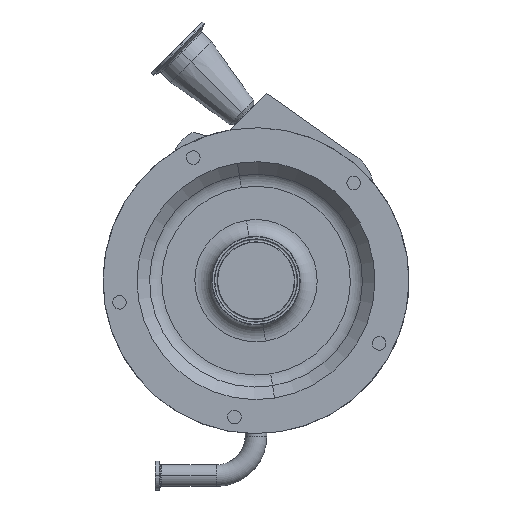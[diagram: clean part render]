
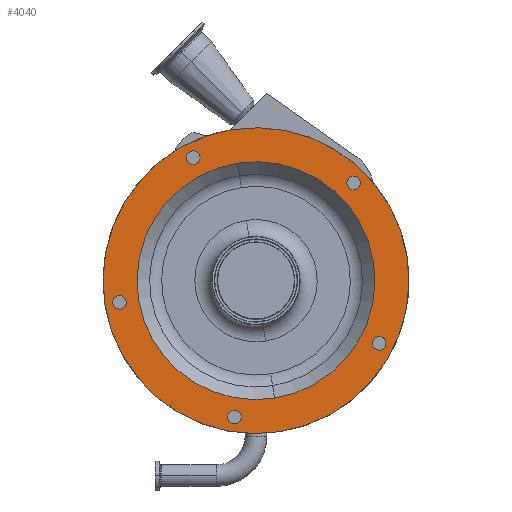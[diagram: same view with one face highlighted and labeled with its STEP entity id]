
A CAD part, top view. The second image highlights one B-rep face of the part: STEP entity #4040.
In plain terms, the highlighted planar face has unit normal (0, 0, 1).
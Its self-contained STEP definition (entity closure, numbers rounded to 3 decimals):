
#20 = FACE_BOUND ( 'NONE', #8771, .T. ) ;
#200 = EDGE_CURVE ( 'NONE', #13092, #8975, #10275, .T. ) ;
#235 = DIRECTION ( 'NONE',  ( 0., 0., 1. ) ) ;
#260 = CARTESIAN_POINT ( 'NONE',  ( -121.437, -13.159, 241. ) ) ;
#367 = EDGE_LOOP ( 'NONE', ( #1821, #2230 ) ) ;
#423 = CARTESIAN_POINT ( 'NONE',  ( 111.427, -50.041, 241. ) ) ;
#452 = CARTESIAN_POINT ( 'NONE',  ( 82.024, 90.51, 241. ) ) ;
#456 = VERTEX_POINT ( 'NONE', #8476 ) ;
#498 = DIRECTION ( 'NONE',  ( 0., 0., 1. ) ) ;
#791 = AXIS2_PLACEMENT_3D ( 'NONE', #6642, #12475, #15717 ) ;
#810 = EDGE_CURVE ( 'NONE', #9021, #10112, #11428, .T. ) ;
#1093 = ORIENTED_EDGE ( 'NONE', *, *, #9706, .F. ) ;
#1190 = CARTESIAN_POINT ( 'NONE',  ( -21.119, 133.338, 241. ) ) ;
#1446 = AXIS2_PLACEMENT_3D ( 'NONE', #10277, #2512, #16516 ) ;
#1821 = ORIENTED_EDGE ( 'NONE', *, *, #4878, .T. ) ;
#2219 = DIRECTION ( 'NONE',  ( 0., 0., 1. ) ) ;
#2230 = ORIENTED_EDGE ( 'NONE', *, *, #8579, .T. ) ;
#2296 = CARTESIAN_POINT ( 'NONE',  ( 0., 0., 241. ) ) ;
#2407 = ORIENTED_EDGE ( 'NONE', *, *, #15578, .F. ) ;
#2491 = CARTESIAN_POINT ( 'NONE',  ( 90.51, 82.024, 241. ) ) ;
#2502 = AXIS2_PLACEMENT_3D ( 'NONE', #8518, #16089, #15878 ) ;
#2512 = DIRECTION ( 'NONE',  ( 0., 0., 1. ) ) ;
#2604 = CARTESIAN_POINT ( 'NONE',  ( 86.267, 86.267, 241. ) ) ;
#2668 = EDGE_CURVE ( 'NONE', #3193, #8155, #16276, .T. ) ;
#2713 = EDGE_CURVE ( 'NONE', #19725, #3489, #14024, .T. ) ;
#2723 = AXIS2_PLACEMENT_3D ( 'NONE', #5137, #498, #16220 ) ;
#2740 = VERTEX_POINT ( 'NONE', #1190 ) ;
#2858 = CARTESIAN_POINT ( 'NONE',  ( 16.426, -103.707, 241. ) ) ;
#2882 = CARTESIAN_POINT ( 'NONE',  ( 108.703, -55.387, 241. ) ) ;
#2902 = CARTESIAN_POINT ( 'NONE',  ( -55.387, 108.703, 241. ) ) ;
#3048 = FACE_BOUND ( 'NONE', #9825, .T. ) ;
#3193 = VERTEX_POINT ( 'NONE', #2491 ) ;
#3351 = CARTESIAN_POINT ( 'NONE',  ( 0., 0., 241. ) ) ;
#3460 = DIRECTION ( 'NONE',  ( -0.156, 0.988, 0. ) ) ;
#3489 = VERTEX_POINT ( 'NONE', #18505 ) ;
#3608 = DIRECTION ( 'NONE',  ( 0., 0., 1. ) ) ;
#3785 = DIRECTION ( 'NONE',  ( 0.891, 0.454, 0. ) ) ;
#3924 = ORIENTED_EDGE ( 'NONE', *, *, #5116, .F. ) ;
#4040 = ADVANCED_FACE ( 'NONE', ( #12419, #16858, #3048, #18589, #10926, #20, #17065 ), #6171, .F. ) ;
#4478 = EDGE_CURVE ( 'NONE', #8155, #3193, #15015, .T. ) ;
#4504 = DIRECTION ( 'NONE',  ( 0., 0., 1. ) ) ;
#4689 = DIRECTION ( 'NONE',  ( 0., 0., 1. ) ) ;
#4878 = EDGE_CURVE ( 'NONE', #2740, #9649, #7949, .T. ) ;
#5116 = EDGE_CURVE ( 'NONE', #17001, #14300, #14717, .T. ) ;
#5137 = CARTESIAN_POINT ( 'NONE',  ( -120.498, -19.085, 241. ) ) ;
#5145 = EDGE_CURVE ( 'NONE', #18929, #456, #12791, .T. ) ;
#5282 = CIRCLE ( 'NONE', #13333, 135. ) ;
#5352 = CARTESIAN_POINT ( 'NONE',  ( -50.041, 111.427, 241. ) ) ;
#5412 = EDGE_LOOP ( 'NONE', ( #1093, #17727 ) ) ;
#5506 = ORIENTED_EDGE ( 'NONE', *, *, #200, .F. ) ;
#6056 = DIRECTION ( 'NONE',  ( 0., 0., 1. ) ) ;
#6171 = PLANE ( 'NONE',  #17598 ) ;
#6613 = EDGE_LOOP ( 'NONE', ( #10144, #17741 ) ) ;
#6642 = CARTESIAN_POINT ( 'NONE',  ( -19.085, -120.498, 241. ) ) ;
#6650 = CARTESIAN_POINT ( 'NONE',  ( -60.733, 105.979, 241. ) ) ;
#7325 = DIRECTION ( 'NONE',  ( -0.454, -0.891, 0. ) ) ;
#7949 = CIRCLE ( 'NONE', #19873, 135. ) ;
#8155 = VERTEX_POINT ( 'NONE', #452 ) ;
#8442 = DIRECTION ( 'NONE',  ( -0.156, 0.988, 0. ) ) ;
#8476 = CARTESIAN_POINT ( 'NONE',  ( 105.979, -60.733, 241. ) ) ;
#8518 = CARTESIAN_POINT ( 'NONE',  ( 108.703, -55.387, 241. ) ) ;
#8564 = DIRECTION ( 'NONE',  ( -0.988, 0.156, 0. ) ) ;
#8579 = EDGE_CURVE ( 'NONE', #9649, #2740, #5282, .T. ) ;
#8771 = EDGE_LOOP ( 'NONE', ( #13182, #2407 ) ) ;
#8975 = VERTEX_POINT ( 'NONE', #15388 ) ;
#9021 = VERTEX_POINT ( 'NONE', #260 ) ;
#9039 = DIRECTION ( 'NONE',  ( 0., 0., 1. ) ) ;
#9203 = AXIS2_PLACEMENT_3D ( 'NONE', #2882, #9039, #7325 ) ;
#9411 = CARTESIAN_POINT ( 'NONE',  ( -38.52, -6.101, 241. ) ) ;
#9607 = CARTESIAN_POINT ( 'NONE',  ( -119.559, -25.011, 241. ) ) ;
#9649 = VERTEX_POINT ( 'NONE', #10547 ) ;
#9706 = EDGE_CURVE ( 'NONE', #456, #18929, #17887, .T. ) ;
#9825 = EDGE_LOOP ( 'NONE', ( #15010, #14075 ) ) ;
#10112 = VERTEX_POINT ( 'NONE', #9607 ) ;
#10144 = ORIENTED_EDGE ( 'NONE', *, *, #15494, .F. ) ;
#10275 = CIRCLE ( 'NONE', #14127, 6. ) ;
#10277 = CARTESIAN_POINT ( 'NONE',  ( 0., 0., 241. ) ) ;
#10441 = ORIENTED_EDGE ( 'NONE', *, *, #15335, .F. ) ;
#10547 = CARTESIAN_POINT ( 'NONE',  ( 21.119, -133.338, 241. ) ) ;
#10782 = AXIS2_PLACEMENT_3D ( 'NONE', #2296, #14688, #8442 ) ;
#10790 = DIRECTION ( 'NONE',  ( 0.707, -0.707, 0. ) ) ;
#10926 = FACE_BOUND ( 'NONE', #16005, .T. ) ;
#10948 = DIRECTION ( 'NONE',  ( -0.156, 0.988, 0. ) ) ;
#11428 = CIRCLE ( 'NONE', #2723, 6. ) ;
#11657 = DIRECTION ( 'NONE',  ( -0.156, 0.988, 0. ) ) ;
#11869 = DIRECTION ( 'NONE',  ( 0., 0., 1. ) ) ;
#12055 = DIRECTION ( 'NONE',  ( 0.707, -0.707, 0. ) ) ;
#12303 = DIRECTION ( 'NONE',  ( 0., 0., -1. ) ) ;
#12419 = FACE_OUTER_BOUND ( 'NONE', #367, .T. ) ;
#12475 = DIRECTION ( 'NONE',  ( 0., 0., 1. ) ) ;
#12791 = CIRCLE ( 'NONE', #2502, 6. ) ;
#13092 = VERTEX_POINT ( 'NONE', #18985 ) ;
#13153 = CARTESIAN_POINT ( 'NONE',  ( -55.387, 108.703, 241. ) ) ;
#13182 = ORIENTED_EDGE ( 'NONE', *, *, #810, .F. ) ;
#13333 = AXIS2_PLACEMENT_3D ( 'NONE', #3351, #235, #3460 ) ;
#14024 = CIRCLE ( 'NONE', #1446, 105. ) ;
#14075 = ORIENTED_EDGE ( 'NONE', *, *, #4478, .F. ) ;
#14127 = AXIS2_PLACEMENT_3D ( 'NONE', #19257, #2219, #8564 ) ;
#14203 = EDGE_LOOP ( 'NONE', ( #15815, #3924 ) ) ;
#14300 = VERTEX_POINT ( 'NONE', #5352 ) ;
#14688 = DIRECTION ( 'NONE',  ( 0., 0., 1. ) ) ;
#14717 = CIRCLE ( 'NONE', #19234, 6. ) ;
#14787 = CARTESIAN_POINT ( 'NONE',  ( -120.498, -19.085, 241. ) ) ;
#15010 = ORIENTED_EDGE ( 'NONE', *, *, #2668, .F. ) ;
#15015 = CIRCLE ( 'NONE', #15336, 6. ) ;
#15050 = AXIS2_PLACEMENT_3D ( 'NONE', #2902, #4504, #19447 ) ;
#15335 = EDGE_CURVE ( 'NONE', #8975, #13092, #17857, .T. ) ;
#15336 = AXIS2_PLACEMENT_3D ( 'NONE', #16740, #6056, #10790 ) ;
#15388 = CARTESIAN_POINT ( 'NONE',  ( -25.011, -119.559, 241. ) ) ;
#15494 = EDGE_CURVE ( 'NONE', #3489, #19725, #19142, .T. ) ;
#15578 = EDGE_CURVE ( 'NONE', #10112, #9021, #15945, .T. ) ;
#15717 = DIRECTION ( 'NONE',  ( -0.988, 0.156, 0. ) ) ;
#15815 = ORIENTED_EDGE ( 'NONE', *, *, #19519, .F. ) ;
#15878 = DIRECTION ( 'NONE',  ( -0.454, -0.891, 0. ) ) ;
#15945 = CIRCLE ( 'NONE', #18515, 6. ) ;
#16005 = EDGE_LOOP ( 'NONE', ( #10441, #5506 ) ) ;
#16089 = DIRECTION ( 'NONE',  ( 0., 0., 1. ) ) ;
#16220 = DIRECTION ( 'NONE',  ( -0.156, 0.988, 0. ) ) ;
#16276 = CIRCLE ( 'NONE', #18857, 6. ) ;
#16516 = DIRECTION ( 'NONE',  ( -0.156, 0.988, 0. ) ) ;
#16740 = CARTESIAN_POINT ( 'NONE',  ( 86.267, 86.267, 241. ) ) ;
#16858 = FACE_BOUND ( 'NONE', #14203, .T. ) ;
#17001 = VERTEX_POINT ( 'NONE', #6650 ) ;
#17065 = FACE_BOUND ( 'NONE', #6613, .T. ) ;
#17598 = AXIS2_PLACEMENT_3D ( 'NONE', #9411, #12303, #18478 ) ;
#17727 = ORIENTED_EDGE ( 'NONE', *, *, #5145, .F. ) ;
#17741 = ORIENTED_EDGE ( 'NONE', *, *, #2713, .F. ) ;
#17857 = CIRCLE ( 'NONE', #791, 6. ) ;
#17887 = CIRCLE ( 'NONE', #9203, 6. ) ;
#18478 = DIRECTION ( 'NONE',  ( -1., 0., 0. ) ) ;
#18505 = CARTESIAN_POINT ( 'NONE',  ( -16.426, 103.707, 241. ) ) ;
#18508 = CARTESIAN_POINT ( 'NONE',  ( 0., 0., 241. ) ) ;
#18515 = AXIS2_PLACEMENT_3D ( 'NONE', #14787, #3608, #11657 ) ;
#18589 = FACE_BOUND ( 'NONE', #5412, .T. ) ;
#18857 = AXIS2_PLACEMENT_3D ( 'NONE', #2604, #11869, #12055 ) ;
#18915 = DIRECTION ( 'NONE',  ( 0., 0., 1. ) ) ;
#18929 = VERTEX_POINT ( 'NONE', #423 ) ;
#18985 = CARTESIAN_POINT ( 'NONE',  ( -13.159, -121.437, 241. ) ) ;
#19142 = CIRCLE ( 'NONE', #10782, 105. ) ;
#19234 = AXIS2_PLACEMENT_3D ( 'NONE', #13153, #18915, #3785 ) ;
#19257 = CARTESIAN_POINT ( 'NONE',  ( -19.085, -120.498, 241. ) ) ;
#19447 = DIRECTION ( 'NONE',  ( 0.891, 0.454, 0. ) ) ;
#19519 = EDGE_CURVE ( 'NONE', #14300, #17001, #19569, .T. ) ;
#19569 = CIRCLE ( 'NONE', #15050, 6. ) ;
#19725 = VERTEX_POINT ( 'NONE', #2858 ) ;
#19873 = AXIS2_PLACEMENT_3D ( 'NONE', #18508, #4689, #10948 ) ;
